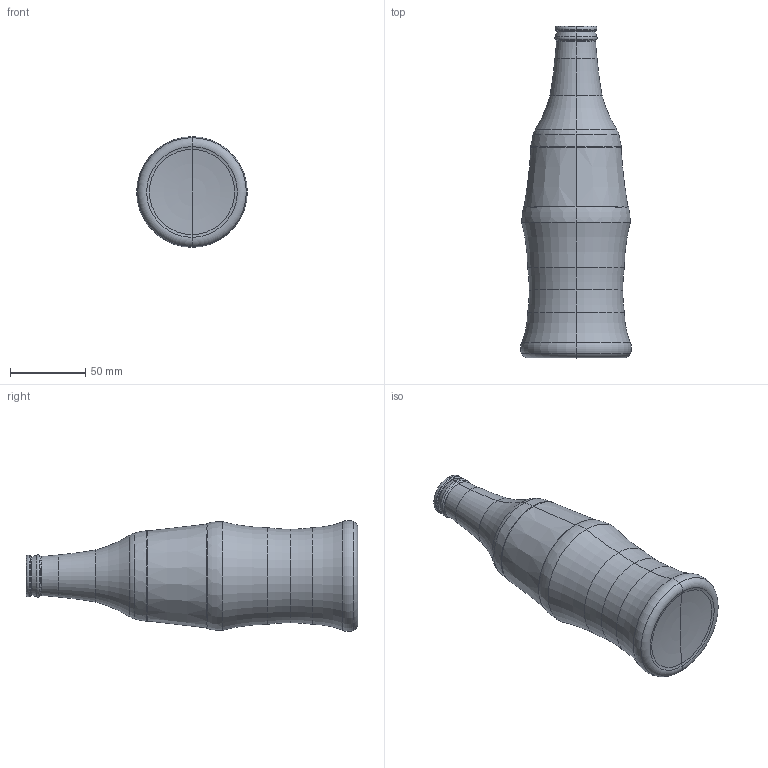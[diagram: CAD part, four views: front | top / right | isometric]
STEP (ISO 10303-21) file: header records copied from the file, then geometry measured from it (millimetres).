
FILE_DESCRIPTION (( 'STEP AP203' ), '1' );
FILE_NAME ('Ñòåêëÿííàÿ áóòûëêà.STEP', '2018-12-05T15:31:59', ( '' ), ( '' ), 'SwSTEP 2.0', 'SolidWorks 2017', '' );
FILE_SCHEMA (( 'CONFIG_CONTROL_DESIGN' ));
Length unit declared in the file: millimetre
Products named in the file (1): Ñòåêëÿííàÿ áóòûëêà
Bounding box: 73.39 x 220 x 73.39 mm (x, y, z)
Volume: 133026.6 mm3; surface area: 80585 mm2
Topology: 1 solids, 1 shells, 95 faces, 192 edges, 96 vertices
Faces by surface type: torus 84, cone 8, cylinder 2, plane 1
Entity records: 2533 total; most frequent: DIRECTION 558, CARTESIAN_POINT 380, ORIENTED_EDGE 376, AXIS2_PLACEMENT_3D 274, EDGE_CURVE 188, CIRCLE 178, EDGE_LOOP 96, VERTEX_POINT 96
